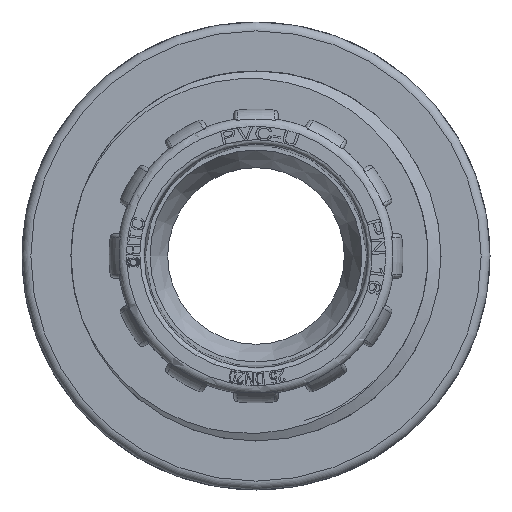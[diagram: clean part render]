
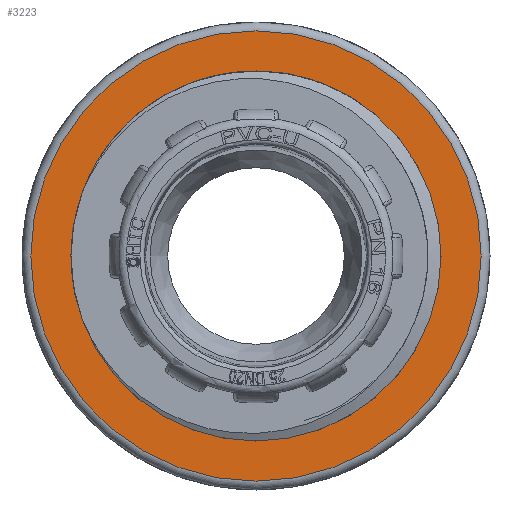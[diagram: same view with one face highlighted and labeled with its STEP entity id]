
A CAD part, front view. The second image highlights one B-rep face of the part: STEP entity #3223.
In plain terms, the highlighted planar face has unit normal (0, -1, 0).
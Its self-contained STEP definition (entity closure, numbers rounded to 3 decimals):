
#3223=ADVANCED_FACE('',(#4311,#4312),#3937,.T.);
#3937=PLANE('',#15630);
#4311=FACE_BOUND('',#4620,.T.);
#4312=FACE_BOUND('',#4621,.T.);
#4620=EDGE_LOOP('',(#6911));
#4621=EDGE_LOOP('',(#6912));
#5502=CIRCLE('',#15627,20.955);
#5503=CIRCLE('',#15629,25.5);
#6911=ORIENTED_EDGE('',*,*,#12370,.T.);
#6912=ORIENTED_EDGE('',*,*,#12369,.T.);
#10709=VERTEX_POINT('',#28705);
#10710=VERTEX_POINT('',#29252);
#12369=EDGE_CURVE('',#10709,#10709,#5502,.T.);
#12370=EDGE_CURVE('',#10710,#10710,#5503,.T.);
#15627=AXIS2_PLACEMENT_3D('',#28704,#17126,#17127);
#15629=AXIS2_PLACEMENT_3D('',#29251,#17130,#17131);
#15630=AXIS2_PLACEMENT_3D('',#29253,#17132,#17133);
#17126=DIRECTION('',(0.,1.,0.));
#17127=DIRECTION('',(-1.,0.,0.));
#17130=DIRECTION('',(0.,-1.,0.));
#17131=DIRECTION('',(-1.,0.,0.));
#17132=DIRECTION('',(0.,-1.,0.));
#17133=DIRECTION('',(-1.,0.,0.));
#28704=CARTESIAN_POINT('',(436.523,583.044,0.));
#28705=CARTESIAN_POINT('',(415.568,583.044,0.));
#29251=CARTESIAN_POINT('',(436.523,583.044,0.));
#29252=CARTESIAN_POINT('',(411.023,583.044,0.));
#29253=CARTESIAN_POINT('',(436.523,583.044,0.));
